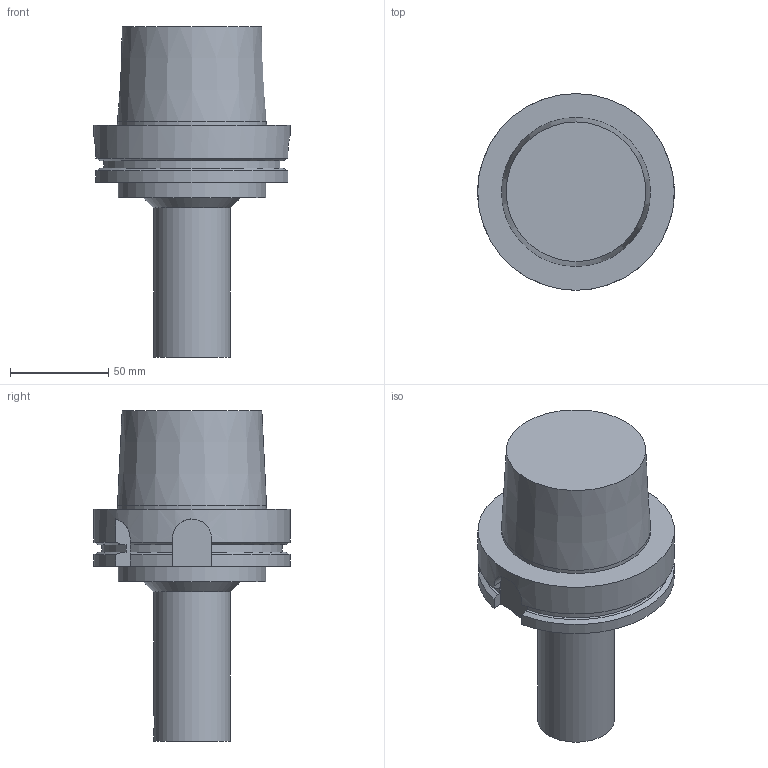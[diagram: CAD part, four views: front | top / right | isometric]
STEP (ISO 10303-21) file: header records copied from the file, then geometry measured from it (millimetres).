
FILE_DESCRIPTION((''),'1');
FILE_NAME('HSK-A100-CKB4-118.stp','2022-09-15T23:54:37',(''),(''),'Spatial Interop R21 SP3','Kubotek KeyCreator 2011 V10.0.2 (22737)',' ');
FILE_SCHEMA(('automotive_design'));
Length unit declared in the file: millimetre
Products named in the file (1): 240[2]
Bounding box: 100 x 100 x 168 mm (x, y, z)
Volume: 553385.2 mm3; surface area: 50875.4 mm2
Topology: 1 solids, 1 shells, 46 faces, 118 edges, 78 vertices
Faces by surface type: plane 22, cylinder 16, cone 8
Full cylindrical faces by diameter (mm): 8.3 x1, 22 x1, 39 x1, 75 x1, 75.8 x1, 100 x1
Entity records: 2662 total; most frequent: CARTESIAN_POINT 484, DIRECTION 221, ORIENTED_EDGE 214, PRESENTATION_STYLE_ASSIGNMENT 201, COLOUR_RGB 201, STYLED_ITEM 154, CURVE_STYLE 154, DRAUGHTING_PRE_DEFINED_CURVE_FONT 154
